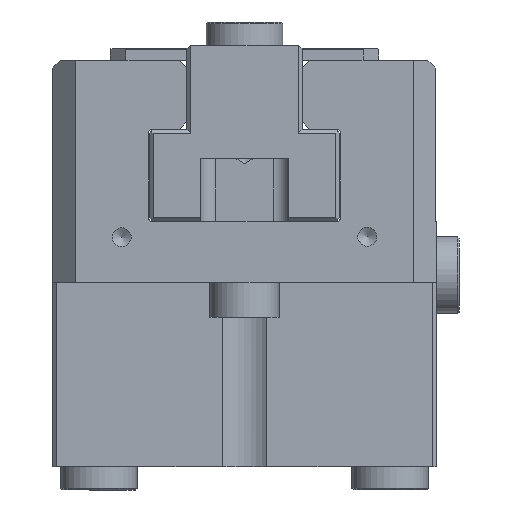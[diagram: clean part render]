
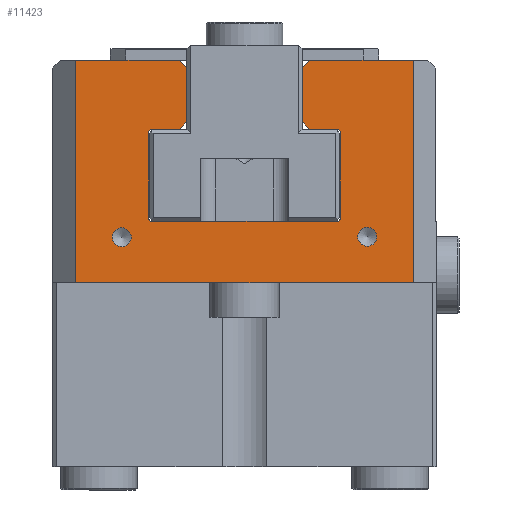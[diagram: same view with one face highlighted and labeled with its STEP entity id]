
A CAD part, left-side view. The second image highlights one B-rep face of the part: STEP entity #11423.
In plain terms, the highlighted planar face has unit normal (-1, 0, 0).
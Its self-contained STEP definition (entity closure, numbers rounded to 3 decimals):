
#724=FACE_BOUND('',#2171,.T.);
#725=FACE_BOUND('',#2172,.T.);
#899=PLANE('',#12531);
#1503=FACE_OUTER_BOUND('',#2170,.T.);
#2170=EDGE_LOOP('',(#9352,#9353,#9354,#9355,#9356,#9357,#9358,#9359,#9360,
#9361,#9362,#9363,#9364,#9365,#9366,#9367,#9368,#9369,#9370,#9371));
#2171=EDGE_LOOP('',(#9372,#9373));
#2172=EDGE_LOOP('',(#9374,#9375));
#2720=LINE('',#17372,#3672);
#2897=LINE('',#18888,#3849);
#2901=LINE('',#18911,#3853);
#2910=LINE('',#18932,#3862);
#2954=LINE('',#19128,#3906);
#2955=LINE('',#19147,#3907);
#2956=LINE('',#19149,#3908);
#2957=LINE('',#19151,#3909);
#2958=LINE('',#19153,#3910);
#2959=LINE('',#19157,#3911);
#2960=LINE('',#19161,#3912);
#2961=LINE('',#19165,#3913);
#2962=LINE('',#19169,#3914);
#2963=LINE('',#19171,#3915);
#2964=LINE('',#19173,#3916);
#2965=LINE('',#19174,#3917);
#3672=VECTOR('',#13809,10.);
#3849=VECTOR('',#14226,10.);
#3853=VECTOR('',#14248,10.);
#3862=VECTOR('',#14265,10.);
#3906=VECTOR('',#14495,10.);
#3907=VECTOR('',#14514,10.);
#3908=VECTOR('',#14515,10.);
#3909=VECTOR('',#14516,10.);
#3910=VECTOR('',#14517,10.);
#3911=VECTOR('',#14520,10.);
#3912=VECTOR('',#14523,10.);
#3913=VECTOR('',#14526,10.);
#3914=VECTOR('',#14529,10.);
#3915=VECTOR('',#14530,10.);
#3916=VECTOR('',#14531,10.);
#3917=VECTOR('',#14532,10.);
#4575=CIRCLE('',#12302,1.23);
#4576=CIRCLE('',#12303,1.23);
#4579=CIRCLE('',#12308,1.23);
#4580=CIRCLE('',#12309,1.23);
#4706=CIRCLE('',#12532,0.4);
#4707=CIRCLE('',#12533,0.4);
#4708=CIRCLE('',#12534,0.4);
#4709=CIRCLE('',#12535,0.4);
#5179=VERTEX_POINT('',#17369);
#5180=VERTEX_POINT('',#17371);
#5188=VERTEX_POINT('',#17392);
#5189=VERTEX_POINT('',#17393);
#5193=VERTEX_POINT('',#17405);
#5194=VERTEX_POINT('',#17406);
#5438=VERTEX_POINT('',#18885);
#5439=VERTEX_POINT('',#18887);
#5457=VERTEX_POINT('',#18930);
#5516=VERTEX_POINT('',#19126);
#5525=VERTEX_POINT('',#19146);
#5526=VERTEX_POINT('',#19148);
#5527=VERTEX_POINT('',#19150);
#5528=VERTEX_POINT('',#19152);
#5529=VERTEX_POINT('',#19154);
#5530=VERTEX_POINT('',#19156);
#5531=VERTEX_POINT('',#19158);
#5532=VERTEX_POINT('',#19160);
#5533=VERTEX_POINT('',#19162);
#5534=VERTEX_POINT('',#19164);
#5535=VERTEX_POINT('',#19166);
#5536=VERTEX_POINT('',#19168);
#5537=VERTEX_POINT('',#19170);
#5538=VERTEX_POINT('',#19172);
#6422=EDGE_CURVE('',#5180,#5179,#2720,.T.);
#6432=EDGE_CURVE('',#5188,#5189,#4575,.T.);
#6433=EDGE_CURVE('',#5189,#5188,#4576,.T.);
#6438=EDGE_CURVE('',#5193,#5194,#4579,.T.);
#6439=EDGE_CURVE('',#5194,#5193,#4580,.T.);
#6785=EDGE_CURVE('',#5438,#5439,#2897,.T.);
#6797=EDGE_CURVE('',#5180,#5438,#2901,.T.);
#6807=EDGE_CURVE('',#5457,#5179,#2910,.T.);
#6901=EDGE_CURVE('',#5516,#5457,#2954,.T.);
#6910=EDGE_CURVE('',#5516,#5525,#2955,.T.);
#6911=EDGE_CURVE('',#5525,#5526,#2956,.T.);
#6912=EDGE_CURVE('',#5526,#5527,#2957,.T.);
#6913=EDGE_CURVE('',#5527,#5528,#2958,.T.);
#6914=EDGE_CURVE('',#5528,#5529,#4706,.T.);
#6915=EDGE_CURVE('',#5529,#5530,#2959,.T.);
#6916=EDGE_CURVE('',#5530,#5531,#4707,.T.);
#6917=EDGE_CURVE('',#5531,#5532,#2960,.T.);
#6918=EDGE_CURVE('',#5532,#5533,#4708,.T.);
#6919=EDGE_CURVE('',#5533,#5534,#2961,.T.);
#6920=EDGE_CURVE('',#5534,#5535,#4709,.T.);
#6921=EDGE_CURVE('',#5535,#5536,#2962,.T.);
#6922=EDGE_CURVE('',#5536,#5537,#2963,.T.);
#6923=EDGE_CURVE('',#5537,#5538,#2964,.T.);
#6924=EDGE_CURVE('',#5538,#5439,#2965,.T.);
#9352=ORIENTED_EDGE('',*,*,#6807,.F.);
#9353=ORIENTED_EDGE('',*,*,#6901,.F.);
#9354=ORIENTED_EDGE('',*,*,#6910,.T.);
#9355=ORIENTED_EDGE('',*,*,#6911,.T.);
#9356=ORIENTED_EDGE('',*,*,#6912,.T.);
#9357=ORIENTED_EDGE('',*,*,#6913,.T.);
#9358=ORIENTED_EDGE('',*,*,#6914,.T.);
#9359=ORIENTED_EDGE('',*,*,#6915,.T.);
#9360=ORIENTED_EDGE('',*,*,#6916,.T.);
#9361=ORIENTED_EDGE('',*,*,#6917,.T.);
#9362=ORIENTED_EDGE('',*,*,#6918,.T.);
#9363=ORIENTED_EDGE('',*,*,#6919,.T.);
#9364=ORIENTED_EDGE('',*,*,#6920,.T.);
#9365=ORIENTED_EDGE('',*,*,#6921,.T.);
#9366=ORIENTED_EDGE('',*,*,#6922,.T.);
#9367=ORIENTED_EDGE('',*,*,#6923,.T.);
#9368=ORIENTED_EDGE('',*,*,#6924,.T.);
#9369=ORIENTED_EDGE('',*,*,#6785,.F.);
#9370=ORIENTED_EDGE('',*,*,#6797,.F.);
#9371=ORIENTED_EDGE('',*,*,#6422,.T.);
#9372=ORIENTED_EDGE('',*,*,#6432,.T.);
#9373=ORIENTED_EDGE('',*,*,#6433,.T.);
#9374=ORIENTED_EDGE('',*,*,#6438,.T.);
#9375=ORIENTED_EDGE('',*,*,#6439,.T.);
#11423=ADVANCED_FACE('',(#1503,#724,#725),#899,.T.);
#12302=AXIS2_PLACEMENT_3D('',#17394,#13827,#13828);
#12303=AXIS2_PLACEMENT_3D('',#17395,#13829,#13830);
#12308=AXIS2_PLACEMENT_3D('',#17407,#13841,#13842);
#12309=AXIS2_PLACEMENT_3D('',#17408,#13843,#13844);
#12531=AXIS2_PLACEMENT_3D('',#19145,#14512,#14513);
#12532=AXIS2_PLACEMENT_3D('',#19155,#14518,#14519);
#12533=AXIS2_PLACEMENT_3D('',#19159,#14521,#14522);
#12534=AXIS2_PLACEMENT_3D('',#19163,#14524,#14525);
#12535=AXIS2_PLACEMENT_3D('',#19167,#14527,#14528);
#13809=DIRECTION('',(0.,-1.,0.));
#13827=DIRECTION('center_axis',(1.,0.,0.));
#13828=DIRECTION('ref_axis',(0.,0.,1.));
#13829=DIRECTION('center_axis',(1.,0.,0.));
#13830=DIRECTION('ref_axis',(0.,0.,1.));
#13841=DIRECTION('center_axis',(1.,0.,0.));
#13842=DIRECTION('ref_axis',(0.,0.,1.));
#13843=DIRECTION('center_axis',(1.,0.,0.));
#13844=DIRECTION('ref_axis',(0.,0.,1.));
#14226=DIRECTION('',(0.,-1.,0.));
#14248=DIRECTION('',(0.,0.,1.));
#14265=DIRECTION('',(0.,0.,-1.));
#14495=DIRECTION('',(0.,-1.,0.));
#14512=DIRECTION('center_axis',(-1.,0.,0.));
#14513=DIRECTION('ref_axis',(0.,-1.,0.));
#14514=DIRECTION('',(0.,0.707,-0.707));
#14515=DIRECTION('',(0.,0.,-1.));
#14516=DIRECTION('',(0.,-0.707,-0.707));
#14517=DIRECTION('',(0.,-1.,0.));
#14518=DIRECTION('center_axis',(1.,0.,0.));
#14519=DIRECTION('ref_axis',(0.,0.,1.));
#14520=DIRECTION('',(0.,0.,-1.));
#14521=DIRECTION('center_axis',(1.,0.,0.));
#14522=DIRECTION('ref_axis',(0.,-1.,0.));
#14523=DIRECTION('',(0.,1.,0.));
#14524=DIRECTION('center_axis',(1.,0.,0.));
#14525=DIRECTION('ref_axis',(0.,0.,-1.));
#14526=DIRECTION('',(0.,0.,1.));
#14527=DIRECTION('center_axis',(1.,0.,0.));
#14528=DIRECTION('ref_axis',(0.,1.,0.));
#14529=DIRECTION('',(0.,-1.,0.));
#14530=DIRECTION('',(0.,-0.707,0.707));
#14531=DIRECTION('',(0.,0.,1.));
#14532=DIRECTION('',(0.,0.707,0.707));
#17369=CARTESIAN_POINT('',(-60.,-22.,24.));
#17371=CARTESIAN_POINT('',(-60.,22.,24.));
#17372=CARTESIAN_POINT('',(-60.,0.,24.));
#17392=CARTESIAN_POINT('',(-60.,16.,31.172));
#17393=CARTESIAN_POINT('',(-60.,16.,28.713));
#17394=CARTESIAN_POINT('Origin',(-60.,16.,29.943));
#17395=CARTESIAN_POINT('Origin',(-60.,16.,29.943));
#17405=CARTESIAN_POINT('',(-60.,-16.,31.23));
#17406=CARTESIAN_POINT('',(-60.,-16.,28.771));
#17407=CARTESIAN_POINT('Origin',(-60.,-16.,30.));
#17408=CARTESIAN_POINT('Origin',(-60.,-16.,30.));
#18885=CARTESIAN_POINT('',(-60.,22.,53.));
#18887=CARTESIAN_POINT('',(-60.,8.5,53.));
#18888=CARTESIAN_POINT('',(-60.,25.,53.));
#18911=CARTESIAN_POINT('',(-60.,22.,0.));
#18930=CARTESIAN_POINT('',(-60.,-22.,53.));
#18932=CARTESIAN_POINT('',(-60.,-22.,0.));
#19126=CARTESIAN_POINT('',(-60.,-8.5,53.));
#19128=CARTESIAN_POINT('',(-60.,25.,53.));
#19145=CARTESIAN_POINT('Origin',(-60.,25.,0.));
#19146=CARTESIAN_POINT('',(-60.,-7.5,52.));
#19147=CARTESIAN_POINT('',(-60.,13.125,31.375));
#19148=CARTESIAN_POINT('',(-60.,-7.5,45.));
#19149=CARTESIAN_POINT('',(-60.,-7.5,26.));
#19150=CARTESIAN_POINT('',(-60.,-8.5,44.));
#19151=CARTESIAN_POINT('',(-60.,-10.625,41.875));
#19152=CARTESIAN_POINT('',(-60.,-12.1,44.));
#19153=CARTESIAN_POINT('',(-60.,8.25,44.));
#19154=CARTESIAN_POINT('',(-60.,-12.5,43.6));
#19155=CARTESIAN_POINT('Origin',(-60.,-12.1,43.6));
#19156=CARTESIAN_POINT('',(-60.,-12.5,32.4));
#19157=CARTESIAN_POINT('',(-60.,-12.5,21.8));
#19158=CARTESIAN_POINT('',(-60.,-12.1,32.));
#19159=CARTESIAN_POINT('Origin',(-60.,-12.1,32.4));
#19160=CARTESIAN_POINT('',(-60.,12.1,32.));
#19161=CARTESIAN_POINT('',(-60.,6.45,32.));
#19162=CARTESIAN_POINT('',(-60.,12.5,32.4));
#19163=CARTESIAN_POINT('Origin',(-60.,12.1,32.4));
#19164=CARTESIAN_POINT('',(-60.,12.5,43.6));
#19165=CARTESIAN_POINT('',(-60.,12.5,16.2));
#19166=CARTESIAN_POINT('',(-60.,12.1,44.));
#19167=CARTESIAN_POINT('Origin',(-60.,12.1,43.6));
#19168=CARTESIAN_POINT('',(-60.,8.5,44.));
#19169=CARTESIAN_POINT('',(-60.,18.55,44.));
#19170=CARTESIAN_POINT('',(-60.,7.5,45.));
#19171=CARTESIAN_POINT('',(-60.,23.625,28.875));
#19172=CARTESIAN_POINT('',(-60.,7.5,52.));
#19173=CARTESIAN_POINT('',(-60.,7.5,22.5));
#19174=CARTESIAN_POINT('',(-60.,-1.125,43.375));
